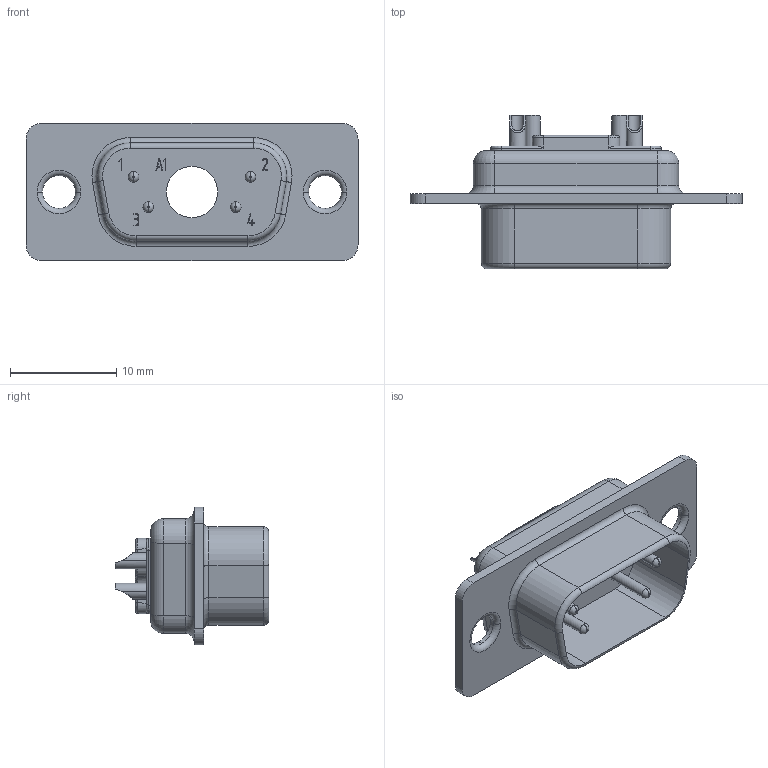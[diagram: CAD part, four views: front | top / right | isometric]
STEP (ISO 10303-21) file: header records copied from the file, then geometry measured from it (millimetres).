
FILE_DESCRIPTION(('Creo Elements/Direct Modeling STEP Export'),'2;1');
FILE_NAME('model.stp','2019-08-14T15:24:31',(''),(''),'Creo Elements/Direct Modeling STEP processor for AP214 (Solid Model)','Creo Elements/Direct Modeling 20.1A 29-Sep-2018 (C) Parametric Technology GmbH','');
FILE_SCHEMA(('AUTOMOTIVE_DESIGN { 1 0 10303 214 1 1 1 1 }'));
Length unit declared in the file: millimetre
Products named in the file (2): VS-09-ST-DSUB-1P-4S
Assembly tree (1 placements, depth 2):
  VS-09-ST-DSUB-1P-4S
    VS-09-ST-DSUB-1P-4S
Bounding box: 31.19 x 14.42 x 12.93 mm (x, y, z)
Volume: 1209 mm3; surface area: 1853.1 mm2
Topology: 1 solids, 1 shells, 457 faces, 1223 edges, 797 vertices
Faces by surface type: plane 166, cylinder 153, extrusion 98, torus 30, bspline 10
Entity records: 21744 total; most frequent: CARTESIAN_POINT 7086, ORIENTED_EDGE 2446, DIRECTION 1972, EDGE_CURVE 1223, VERTEX_POINT 797, VECTOR 738, LINE 640, AXIS2_PLACEMENT_3D 617
